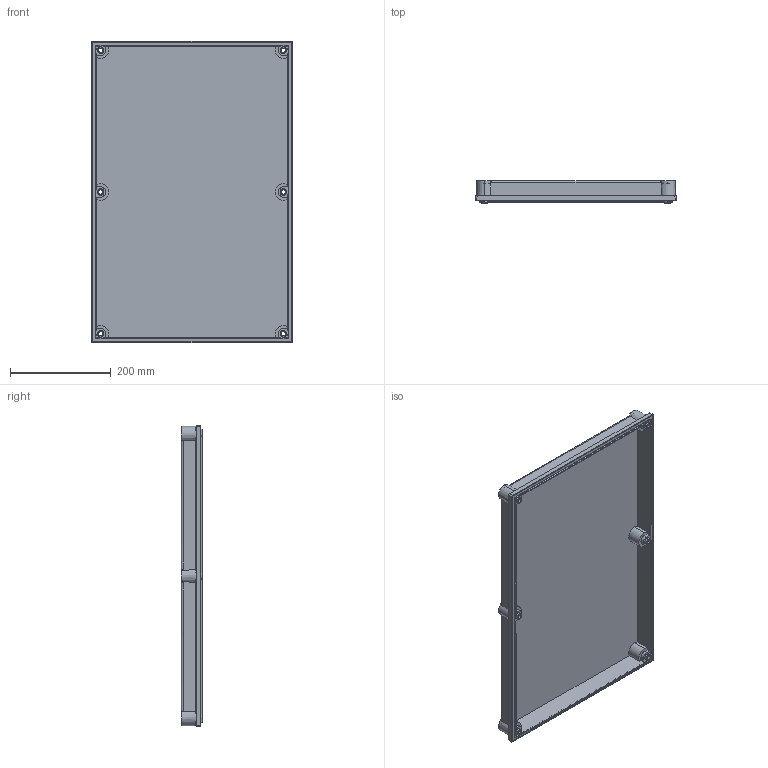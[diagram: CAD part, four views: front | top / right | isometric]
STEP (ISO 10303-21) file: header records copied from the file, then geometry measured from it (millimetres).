
FILE_DESCRIPTION (( 'STEP AP214' ), '1' );
FILE_NAME ('Fibox_Quick_64C.STEP', '2015-12-11T08:24:31', ( '' ), ( '' ), 'SwSTEP 2.0', 'SolidWorks 2014', '' );
FILE_SCHEMA (( 'AUTOMOTIVE_DESIGN' ));
Length unit declared in the file: millimetre
Products named in the file (1): Fibox_Quick_64C
Bounding box: 398 x 43.5 x 598 mm (x, y, z)
Volume: 1279075.5 mm3; surface area: 636913.3 mm2
Topology: 1 solids, 1 shells, 208 faces, 548 edges, 356 vertices
Faces by surface type: plane 120, cylinder 56, cone 28, bspline 4
Entity records: 8938 total; most frequent: CARTESIAN_POINT 1537, ORIENTED_EDGE 1096, DIRECTION 1010, EDGE_CURVE 548, VERTEX_POINT 356, VECTOR 344, LINE 344, AXIS2_PLACEMENT_3D 333
